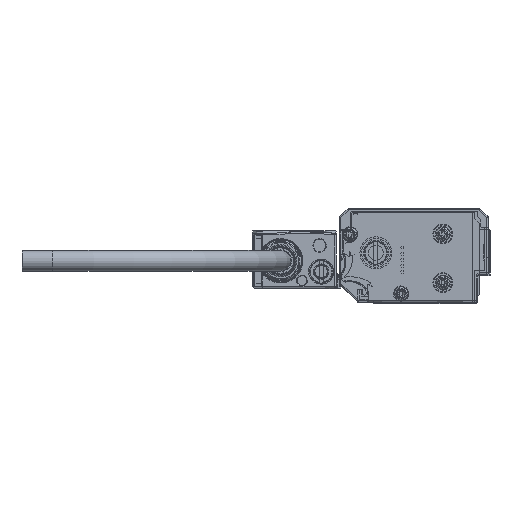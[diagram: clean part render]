
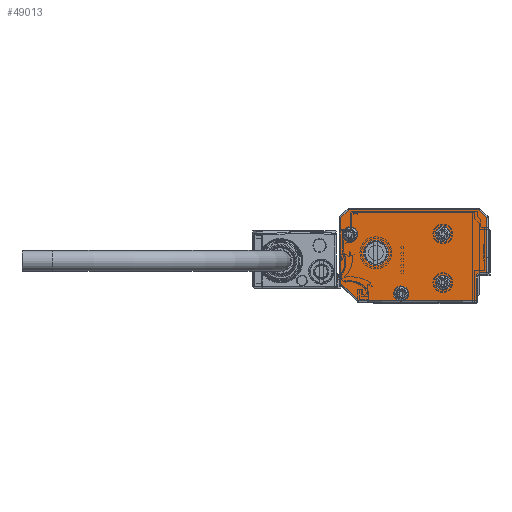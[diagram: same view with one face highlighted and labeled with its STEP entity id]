
A CAD part, left-side view. The second image highlights one B-rep face of the part: STEP entity #49013.
In plain terms, the highlighted planar face has unit normal (-1, 0, 0).
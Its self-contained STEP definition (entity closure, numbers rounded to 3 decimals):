
#48798=AXIS2_PLACEMENT_3D('Circle Axis2P3D',#48796,#48797,$) ;
#48826=AXIS2_PLACEMENT_3D('Circle Axis2P3D',#48824,#48825,$) ;
#48841=AXIS2_PLACEMENT_3D('Plane Axis2P3D',#48838,#48839,#48840) ;
#48845=AXIS2_PLACEMENT_3D('Circle Axis2P3D',#48843,#48844,$) ;
#48852=AXIS2_PLACEMENT_3D('Circle Axis2P3D',#48850,#48851,$) ;
#48859=AXIS2_PLACEMENT_3D('Circle Axis2P3D',#48857,#48858,$) ;
#48871=AXIS2_PLACEMENT_3D('Circle Axis2P3D',#48869,#48870,$) ;
#48943=AXIS2_PLACEMENT_3D('Circle Axis2P3D',#48941,#48942,$) ;
#48952=AXIS2_PLACEMENT_3D('Circle Axis2P3D',#48950,#48951,$) ;
#48961=AXIS2_PLACEMENT_3D('Circle Axis2P3D',#48959,#48960,$) ;
#48970=AXIS2_PLACEMENT_3D('Circle Axis2P3D',#48968,#48969,$) ;
#48979=AXIS2_PLACEMENT_3D('Circle Axis2P3D',#48977,#48978,$) ;
#48988=AXIS2_PLACEMENT_3D('Circle Axis2P3D',#48986,#48987,$) ;
#48997=AXIS2_PLACEMENT_3D('Circle Axis2P3D',#48995,#48996,$) ;
#49006=AXIS2_PLACEMENT_3D('Circle Axis2P3D',#49004,#49005,$) ;
#40484=CARTESIAN_POINT('Vertex',(-2373.,8.4,-1.)) ;
#40486=CARTESIAN_POINT('Vertex',(-2373.,7.,-1.)) ;
#40489=CARTESIAN_POINT('Line Origine',(-2373.,3.5,-1.)) ;
#40493=CARTESIAN_POINT('Vertex',(-2373.,21.793,-1.)) ;
#40505=CARTESIAN_POINT('Vertex',(-2373.,-17.,-1.)) ;
#40508=CARTESIAN_POINT('Line Origine',(-2373.,3.5,-1.)) ;
#48796=CARTESIAN_POINT('Axis2P3D Location',(-2373.,7.7,1.4)) ;
#48800=CARTESIAN_POINT('Vertex',(-2373.,5.2,1.4)) ;
#48821=CARTESIAN_POINT('Vertex',(-2373.,9.894,0.201)) ;
#48824=CARTESIAN_POINT('Axis2P3D Location',(-2373.,7.7,1.4)) ;
#48838=CARTESIAN_POINT('Axis2P3D Location',(-2373.,-21.5,13.5)) ;
#48843=CARTESIAN_POINT('Axis2P3D Location',(-2373.,7.7,1.4)) ;
#48847=CARTESIAN_POINT('Vertex',(-2373.,10.2,1.4)) ;
#48850=CARTESIAN_POINT('Axis2P3D Location',(-2373.,7.7,1.4)) ;
#48854=CARTESIAN_POINT('Vertex',(-2373.,5.506,2.599)) ;
#48857=CARTESIAN_POINT('Axis2P3D Location',(-2373.,7.7,1.4)) ;
#48862=CARTESIAN_POINT('Line Origine',(-2373.,-17.,3.1)) ;
#48866=CARTESIAN_POINT('Vertex',(-2373.,-17.,7.2)) ;
#48869=CARTESIAN_POINT('Axis2P3D Location',(-2373.,-18.,7.2)) ;
#48873=CARTESIAN_POINT('Vertex',(-2373.,-18.,8.2)) ;
#48876=CARTESIAN_POINT('Line Origine',(-2373.,-19.25,8.2)) ;
#48880=CARTESIAN_POINT('Vertex',(-2373.,-20.5,8.2)) ;
#48883=CARTESIAN_POINT('Line Origine',(-2373.,-20.5,17.246)) ;
#48887=CARTESIAN_POINT('Vertex',(-2373.,-20.5,26.293)) ;
#48890=CARTESIAN_POINT('Line Origine',(-2373.,-19.146,27.646)) ;
#48894=CARTESIAN_POINT('Vertex',(-2373.,-17.793,29.)) ;
#48897=CARTESIAN_POINT('Line Origine',(-2373.,3.5,29.)) ;
#48901=CARTESIAN_POINT('Vertex',(-2373.,24.793,29.)) ;
#48904=CARTESIAN_POINT('Line Origine',(-2373.,26.146,27.646)) ;
#48908=CARTESIAN_POINT('Vertex',(-2373.,27.5,26.293)) ;
#48911=CARTESIAN_POINT('Line Origine',(-2373.,27.5,15.5)) ;
#48915=CARTESIAN_POINT('Vertex',(-2373.,27.5,4.707)) ;
#48918=CARTESIAN_POINT('Line Origine',(-2373.,24.646,1.854)) ;
#48941=CARTESIAN_POINT('Axis2P3D Location',(-2373.,-6.,5.)) ;
#48945=CARTESIAN_POINT('Vertex',(-2373.,-3.806,3.801)) ;
#48947=CARTESIAN_POINT('Vertex',(-2373.,-8.194,6.199)) ;
#48950=CARTESIAN_POINT('Axis2P3D Location',(-2373.,-6.,5.)) ;
#48959=CARTESIAN_POINT('Axis2P3D Location',(-2373.,16.,14.8)) ;
#48963=CARTESIAN_POINT('Vertex',(-2373.,11.85,14.8)) ;
#48965=CARTESIAN_POINT('Vertex',(-2373.,20.15,14.8)) ;
#48968=CARTESIAN_POINT('Axis2P3D Location',(-2373.,16.,14.8)) ;
#48977=CARTESIAN_POINT('Axis2P3D Location',(-2373.,-6.,21.)) ;
#48981=CARTESIAN_POINT('Vertex',(-2373.,-8.194,22.199)) ;
#48983=CARTESIAN_POINT('Vertex',(-2373.,-3.806,19.801)) ;
#48986=CARTESIAN_POINT('Axis2P3D Location',(-2373.,-6.,21.)) ;
#48995=CARTESIAN_POINT('Axis2P3D Location',(-2373.,24.5,20.9)) ;
#48999=CARTESIAN_POINT('Vertex',(-2373.,22.306,22.099)) ;
#49001=CARTESIAN_POINT('Vertex',(-2373.,26.694,19.701)) ;
#49004=CARTESIAN_POINT('Axis2P3D Location',(-2373.,24.5,20.9)) ;
#40490=DIRECTION('Vector Direction',(0.,1.,0.)) ;
#40509=DIRECTION('Vector Direction',(0.,1.,0.)) ;
#48797=DIRECTION('Axis2P3D Direction',(-1.,0.,0.)) ;
#48825=DIRECTION('Axis2P3D Direction',(-1.,0.,0.)) ;
#48839=DIRECTION('Axis2P3D Direction',(1.,0.,0.)) ;
#48840=DIRECTION('Axis2P3D XDirection',(0.,1.,0.)) ;
#48844=DIRECTION('Axis2P3D Direction',(1.,0.,0.)) ;
#48851=DIRECTION('Axis2P3D Direction',(1.,0.,0.)) ;
#48858=DIRECTION('Axis2P3D Direction',(1.,0.,0.)) ;
#48863=DIRECTION('Vector Direction',(0.,0.,1.)) ;
#48870=DIRECTION('Axis2P3D Direction',(1.,0.,0.)) ;
#48877=DIRECTION('Vector Direction',(0.,-1.,0.)) ;
#48884=DIRECTION('Vector Direction',(0.,0.,1.)) ;
#48891=DIRECTION('Vector Direction',(0.,-0.707,-0.707)) ;
#48898=DIRECTION('Vector Direction',(0.,1.,0.)) ;
#48905=DIRECTION('Vector Direction',(0.,0.707,-0.707)) ;
#48912=DIRECTION('Vector Direction',(0.,0.,-1.)) ;
#48919=DIRECTION('Vector Direction',(0.,-0.707,-0.707)) ;
#48942=DIRECTION('Axis2P3D Direction',(1.,0.,0.)) ;
#48951=DIRECTION('Axis2P3D Direction',(1.,0.,0.)) ;
#48960=DIRECTION('Axis2P3D Direction',(1.,0.,0.)) ;
#48969=DIRECTION('Axis2P3D Direction',(1.,0.,0.)) ;
#48978=DIRECTION('Axis2P3D Direction',(1.,0.,0.)) ;
#48987=DIRECTION('Axis2P3D Direction',(1.,0.,0.)) ;
#48996=DIRECTION('Axis2P3D Direction',(1.,0.,0.)) ;
#49005=DIRECTION('Axis2P3D Direction',(1.,0.,0.)) ;
#40491=VECTOR('Line Direction',#40490,1.) ;
#40510=VECTOR('Line Direction',#40509,1.) ;
#48864=VECTOR('Line Direction',#48863,1.) ;
#48878=VECTOR('Line Direction',#48877,1.) ;
#48885=VECTOR('Line Direction',#48884,1.) ;
#48892=VECTOR('Line Direction',#48891,1.) ;
#48899=VECTOR('Line Direction',#48898,1.) ;
#48906=VECTOR('Line Direction',#48905,1.) ;
#48913=VECTOR('Line Direction',#48912,1.) ;
#48920=VECTOR('Line Direction',#48919,1.) ;
#48924=ORIENTED_EDGE('',*,*,#48828,.T.) ;
#48925=ORIENTED_EDGE('',*,*,#48849,.T.) ;
#48926=ORIENTED_EDGE('',*,*,#48856,.T.) ;
#48927=ORIENTED_EDGE('',*,*,#48861,.T.) ;
#48928=ORIENTED_EDGE('',*,*,#48802,.T.) ;
#48929=ORIENTED_EDGE('',*,*,#40512,.F.) ;
#48930=ORIENTED_EDGE('',*,*,#48868,.F.) ;
#48931=ORIENTED_EDGE('',*,*,#48875,.F.) ;
#48932=ORIENTED_EDGE('',*,*,#48882,.F.) ;
#48933=ORIENTED_EDGE('',*,*,#48889,.F.) ;
#48934=ORIENTED_EDGE('',*,*,#48896,.F.) ;
#48935=ORIENTED_EDGE('',*,*,#48903,.F.) ;
#48936=ORIENTED_EDGE('',*,*,#48910,.F.) ;
#48937=ORIENTED_EDGE('',*,*,#48917,.F.) ;
#48938=ORIENTED_EDGE('',*,*,#48922,.F.) ;
#48939=ORIENTED_EDGE('',*,*,#40495,.F.) ;
#48956=ORIENTED_EDGE('',*,*,#48949,.T.) ;
#48957=ORIENTED_EDGE('',*,*,#48954,.T.) ;
#48974=ORIENTED_EDGE('',*,*,#48967,.T.) ;
#48975=ORIENTED_EDGE('',*,*,#48972,.T.) ;
#48992=ORIENTED_EDGE('',*,*,#48985,.T.) ;
#48993=ORIENTED_EDGE('',*,*,#48990,.T.) ;
#49010=ORIENTED_EDGE('',*,*,#49003,.T.) ;
#49011=ORIENTED_EDGE('',*,*,#49008,.T.) ;
#48958=FACE_BOUND('',#48955,.T.) ;
#48976=FACE_BOUND('',#48973,.T.) ;
#48994=FACE_BOUND('',#48991,.T.) ;
#49012=FACE_BOUND('',#49009,.T.) ;
#49013=ADVANCED_FACE('\X2\FF8AFF9FFF70FF82\X0\ \X2\FF8EFF9EFF83FF9EFF68FF70\X0\',(#48940,#48958,#48976,#48994,#49012),#48842,.F.) ;
#48799=CIRCLE('generated circle',#48798,2.5) ;
#48827=CIRCLE('generated circle',#48826,2.5) ;
#48846=CIRCLE('generated circle',#48845,2.5) ;
#48853=CIRCLE('generated circle',#48852,2.5) ;
#48860=CIRCLE('generated circle',#48859,2.5) ;
#48872=CIRCLE('generated circle',#48871,1.) ;
#48944=CIRCLE('generated circle',#48943,2.5) ;
#48953=CIRCLE('generated circle',#48952,2.5) ;
#48962=CIRCLE('generated circle',#48961,4.15) ;
#48971=CIRCLE('generated circle',#48970,4.15) ;
#48980=CIRCLE('generated circle',#48979,2.5) ;
#48989=CIRCLE('generated circle',#48988,2.5) ;
#48998=CIRCLE('generated circle',#48997,2.5) ;
#49007=CIRCLE('generated circle',#49006,2.5) ;
#40495=EDGE_CURVE('',#40485,#40494,#40492,.T.) ;
#40512=EDGE_CURVE('',#40506,#40487,#40511,.T.) ;
#48802=EDGE_CURVE('',#48801,#40487,#48799,.F.) ;
#48828=EDGE_CURVE('',#40485,#48822,#48827,.F.) ;
#48849=EDGE_CURVE('',#48822,#48848,#48846,.T.) ;
#48856=EDGE_CURVE('',#48848,#48855,#48853,.T.) ;
#48861=EDGE_CURVE('',#48855,#48801,#48860,.T.) ;
#48868=EDGE_CURVE('',#48867,#40506,#48865,.F.) ;
#48875=EDGE_CURVE('',#48874,#48867,#48872,.F.) ;
#48882=EDGE_CURVE('',#48881,#48874,#48879,.F.) ;
#48889=EDGE_CURVE('',#48888,#48881,#48886,.F.) ;
#48896=EDGE_CURVE('',#48895,#48888,#48893,.T.) ;
#48903=EDGE_CURVE('',#48902,#48895,#48900,.F.) ;
#48910=EDGE_CURVE('',#48909,#48902,#48907,.F.) ;
#48917=EDGE_CURVE('',#48916,#48909,#48914,.F.) ;
#48922=EDGE_CURVE('',#40494,#48916,#48921,.F.) ;
#48949=EDGE_CURVE('',#48946,#48948,#48944,.T.) ;
#48954=EDGE_CURVE('',#48948,#48946,#48953,.T.) ;
#48967=EDGE_CURVE('',#48964,#48966,#48962,.T.) ;
#48972=EDGE_CURVE('',#48966,#48964,#48971,.T.) ;
#48985=EDGE_CURVE('',#48982,#48984,#48980,.T.) ;
#48990=EDGE_CURVE('',#48984,#48982,#48989,.T.) ;
#49003=EDGE_CURVE('',#49000,#49002,#48998,.T.) ;
#49008=EDGE_CURVE('',#49002,#49000,#49007,.T.) ;
#48923=EDGE_LOOP('',(#48924,#48925,#48926,#48927,#48928,#48929,#48930,#48931,#48932,#48933,#48934,#48935,#48936,#48937,#48938,#48939)) ;
#48955=EDGE_LOOP('',(#48956,#48957)) ;
#48973=EDGE_LOOP('',(#48974,#48975)) ;
#48991=EDGE_LOOP('',(#48992,#48993)) ;
#49009=EDGE_LOOP('',(#49010,#49011)) ;
#48940=FACE_OUTER_BOUND('',#48923,.T.) ;
#40492=LINE('Line',#40489,#40491) ;
#40511=LINE('Line',#40508,#40510) ;
#48865=LINE('Line',#48862,#48864) ;
#48879=LINE('Line',#48876,#48878) ;
#48886=LINE('Line',#48883,#48885) ;
#48893=LINE('Line',#48890,#48892) ;
#48900=LINE('Line',#48897,#48899) ;
#48907=LINE('Line',#48904,#48906) ;
#48914=LINE('Line',#48911,#48913) ;
#48921=LINE('Line',#48918,#48920) ;
#48842=PLANE('Plane',#48841) ;
#40485=VERTEX_POINT('',#40484) ;
#40487=VERTEX_POINT('',#40486) ;
#40494=VERTEX_POINT('',#40493) ;
#40506=VERTEX_POINT('',#40505) ;
#48801=VERTEX_POINT('',#48800) ;
#48822=VERTEX_POINT('',#48821) ;
#48848=VERTEX_POINT('',#48847) ;
#48855=VERTEX_POINT('',#48854) ;
#48867=VERTEX_POINT('',#48866) ;
#48874=VERTEX_POINT('',#48873) ;
#48881=VERTEX_POINT('',#48880) ;
#48888=VERTEX_POINT('',#48887) ;
#48895=VERTEX_POINT('',#48894) ;
#48902=VERTEX_POINT('',#48901) ;
#48909=VERTEX_POINT('',#48908) ;
#48916=VERTEX_POINT('',#48915) ;
#48946=VERTEX_POINT('',#48945) ;
#48948=VERTEX_POINT('',#48947) ;
#48964=VERTEX_POINT('',#48963) ;
#48966=VERTEX_POINT('',#48965) ;
#48982=VERTEX_POINT('',#48981) ;
#48984=VERTEX_POINT('',#48983) ;
#49000=VERTEX_POINT('',#48999) ;
#49002=VERTEX_POINT('',#49001) ;
